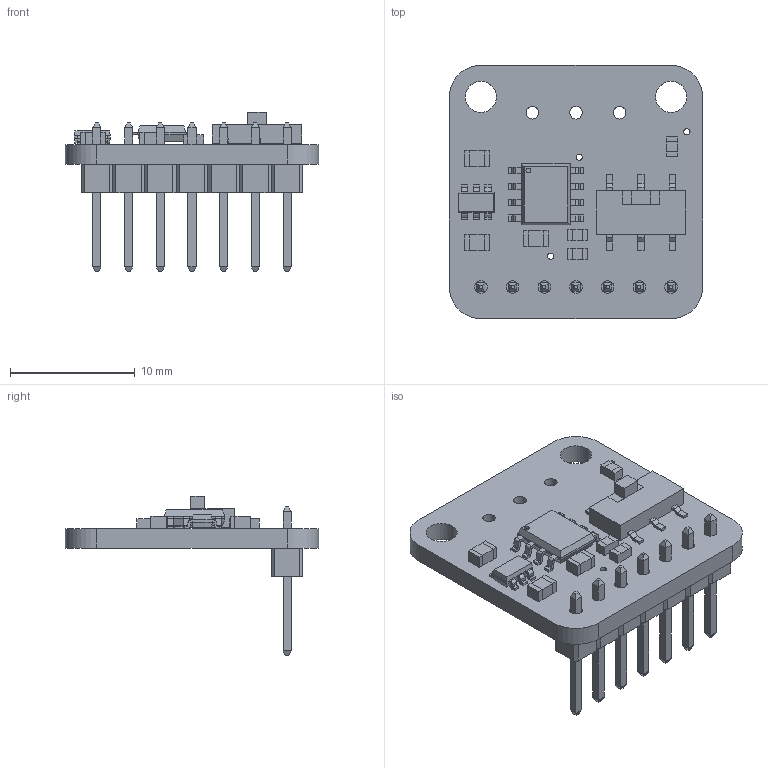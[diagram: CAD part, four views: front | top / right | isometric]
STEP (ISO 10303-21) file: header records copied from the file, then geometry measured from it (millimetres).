
FILE_DESCRIPTION(/* description */ ('','CAx-IF Rec.Pracs.---Representation and Presentation of Product Manufacturing Information (PMI)---4.0---2014-10-13'),/* implementation_level */ '2;1');
FILE_NAME(/* name */ 'Adafruit CAN Pal Transceiver.step',/* time_stamp */ '2024-12-21T22:22:32-05:00',/* author */ (''),/* organization */ (''),/* preprocessor_version */ 'ST-DEVELOPER v20',/* originating_system */ 'Autodesk Translation Framework v13.20.0.188',/* authorisation */ '');
FILE_SCHEMA (('AP242_MANAGED_MODEL_BASED_3D_ENGINEERING_MIM_LF { 1 0 10303 442 1 1 4 }'));
Length unit declared in the file: millimetre
Products named in the file (10): Adafruit CAN Pal Transceiver; Board; TJA1051T/3; 10uF; AP3602; 1uF; 60 ohm; EG1390; 7 Pin Header Male 2.54mm; 7-Pin Header - Male - 2.54mm
Assembly tree (12 placements, depth 3):
  Adafruit CAN Pal Transceiver
    Board
    TJA1051T/3
    10uF  x2
    AP3602
    1uF
    60 ohm  x3
    EG1390
    7 Pin Header Male 2.54mm
      7-Pin Header - Male - 2.54mm
Bounding box: 20.32 x 20.32 x 12.81 mm (x, y, z)
Volume: 817.8 mm3; surface area: 1630.6 mm2
Topology: 26 solids, 26 shells, 627 faces, 1548 edges, 990 vertices
Faces by surface type: plane 541, cylinder 84, cone 2
Full cylindrical faces by diameter (mm): 0.39 x1, 0.5 x7, 0.8 x2, 1 x12, 2.5 x2
Entity records: 17619 total; most frequent: CARTESIAN_POINT 2965, ORIENTED_EDGE 2880, DIRECTION 2824, EDGE_CURVE 1440, LINE 1270, VECTOR 1270, VERTEX_POINT 918, AXIS2_PLACEMENT_3D 777
